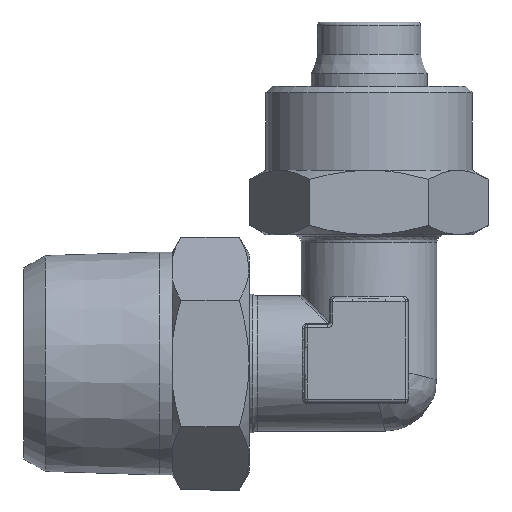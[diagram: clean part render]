
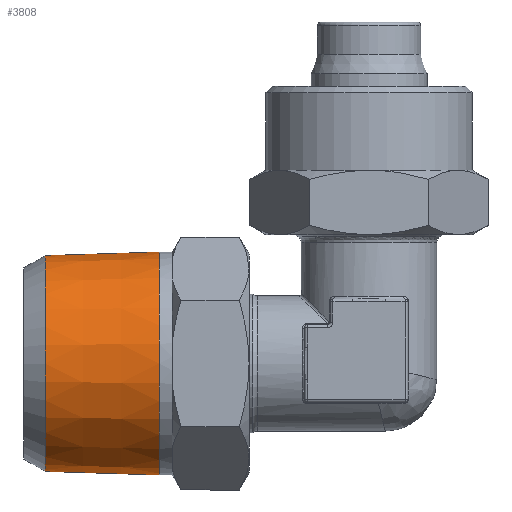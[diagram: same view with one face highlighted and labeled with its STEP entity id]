
A CAD part, left-side view. The second image highlights one B-rep face of the part: STEP entity #3808.
In plain terms, the highlighted conical face has half-angle 1.79 degrees and reference radius 8.65 mm.
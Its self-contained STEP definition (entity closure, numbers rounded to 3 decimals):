
#71=CONICAL_SURFACE('',#4121,8.65,0.031);
#1005=ORIENTED_EDGE('',*,*,#1454,.T.);
#1006=ORIENTED_EDGE('',*,*,#1455,.F.);
#1454=EDGE_CURVE('',#1700,#1700,#1867,.T.);
#1455=EDGE_CURVE('',#1701,#1701,#1868,.T.);
#1700=VERTEX_POINT('',#6069);
#1701=VERTEX_POINT('',#6071);
#1867=CIRCLE('',#4122,8.65);
#1868=CIRCLE('',#4123,8.373);
#2064=EDGE_LOOP('',(#1005));
#2065=EDGE_LOOP('',(#1006));
#2299=FACE_BOUND('',#2064,.T.);
#2300=FACE_BOUND('',#2065,.T.);
#3808=ADVANCED_FACE('',(#2299,#2300),#71,.T.);
#4121=AXIS2_PLACEMENT_3D('',#6067,#4777,#4778);
#4122=AXIS2_PLACEMENT_3D('',#6068,#4779,#4780);
#4123=AXIS2_PLACEMENT_3D('',#6070,#4781,#4782);
#4777=DIRECTION('',(0.,0.,-1.));
#4778=DIRECTION('',(1.,0.,0.));
#4779=DIRECTION('',(0.,0.,1.));
#4780=DIRECTION('',(1.,0.,0.));
#4781=DIRECTION('',(0.,0.,1.));
#4782=DIRECTION('',(1.,0.,0.));
#6067=CARTESIAN_POINT('',(0.,0.,-10.5));
#6068=CARTESIAN_POINT('',(0.,0.,-10.5));
#6069=CARTESIAN_POINT('',(8.65,0.,-10.5));
#6070=CARTESIAN_POINT('',(0.,0.,-1.648));
#6071=CARTESIAN_POINT('',(8.373,0.,-1.648));
